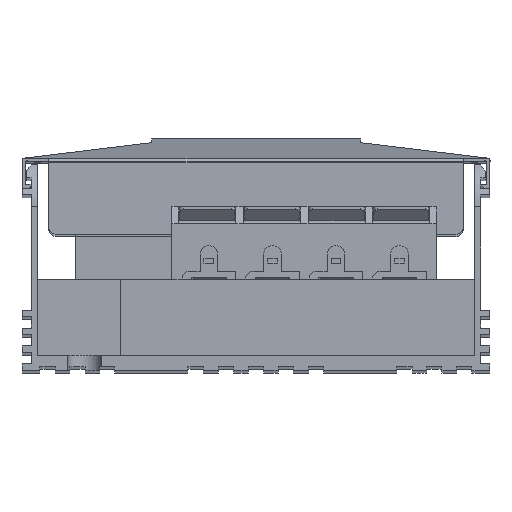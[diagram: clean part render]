
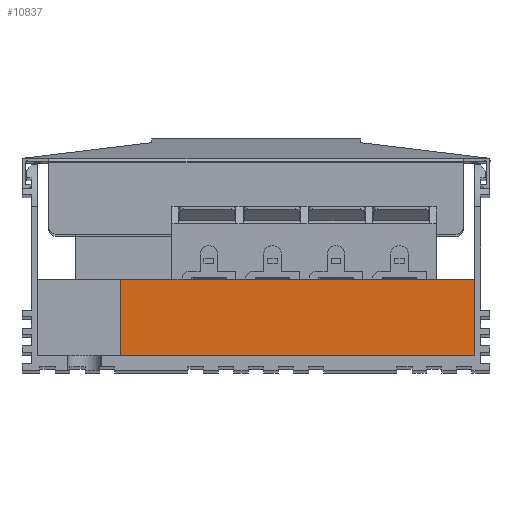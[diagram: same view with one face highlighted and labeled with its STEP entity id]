
A CAD part, top view. The second image highlights one B-rep face of the part: STEP entity #10837.
In plain terms, the highlighted face is planar.
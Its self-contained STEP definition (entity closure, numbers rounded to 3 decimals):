
#740 = CARTESIAN_POINT ( 'NONE',  ( 39.217, -6.807, 10. ) ) ;
#1423 = LINE ( 'NONE', #15822, #4892 ) ;
#1796 = CARTESIAN_POINT ( 'NONE',  ( -7.283, -6.807, 10. ) ) ;
#2592 = CARTESIAN_POINT ( 'NONE',  ( -7.283, -6.807, 10. ) ) ;
#2635 = VECTOR ( 'NONE', #20879, 1000. ) ;
#2813 = AXIS2_PLACEMENT_3D ( 'NONE', #2592, #9761, #8025 ) ;
#2995 = CARTESIAN_POINT ( 'NONE',  ( -7.283, -6.807, 0. ) ) ;
#3066 = LINE ( 'NONE', #740, #19942 ) ;
#3218 = VERTEX_POINT ( 'NONE', #22719 ) ;
#3316 = EDGE_LOOP ( 'NONE', ( #3646, #17244, #17697, #13297 ) ) ;
#3646 = ORIENTED_EDGE ( 'NONE', *, *, #20178, .T. ) ;
#4504 = CARTESIAN_POINT ( 'NONE',  ( -7.283, -6.807, 10. ) ) ;
#4892 = VECTOR ( 'NONE', #19484, 1000. ) ;
#6005 = FACE_OUTER_BOUND ( 'NONE', #3316, .T. ) ;
#6694 = LINE ( 'NONE', #9989, #17962 ) ;
#7391 = EDGE_CURVE ( 'NONE', #3218, #18787, #3066, .T. ) ;
#7913 = PLANE ( 'NONE',  #2813 ) ;
#8025 = DIRECTION ( 'NONE',  ( 0., 0., 1. ) ) ;
#8245 = DIRECTION ( 'NONE',  ( 1., 0., 0. ) ) ;
#8323 = EDGE_CURVE ( 'NONE', #15006, #3218, #1423, .T. ) ;
#9761 = DIRECTION ( 'NONE',  ( 0., 1., 0. ) ) ;
#9989 = CARTESIAN_POINT ( 'NONE',  ( -7.283, -6.807, 0. ) ) ;
#10837 = ADVANCED_FACE ( 'NONE', ( #6005 ), #7913, .F. ) ;
#11542 = DIRECTION ( 'NONE',  ( 0., 0., -1. ) ) ;
#13297 = ORIENTED_EDGE ( 'NONE', *, *, #16942, .T. ) ;
#13656 = LINE ( 'NONE', #4504, #2635 ) ;
#14951 = VERTEX_POINT ( 'NONE', #2995 ) ;
#15006 = VERTEX_POINT ( 'NONE', #1796 ) ;
#15822 = CARTESIAN_POINT ( 'NONE',  ( -7.283, -6.807, 10. ) ) ;
#16365 = CARTESIAN_POINT ( 'NONE',  ( 39.217, -6.807, 0. ) ) ;
#16942 = EDGE_CURVE ( 'NONE', #15006, #14951, #13656, .T. ) ;
#17244 = ORIENTED_EDGE ( 'NONE', *, *, #7391, .F. ) ;
#17697 = ORIENTED_EDGE ( 'NONE', *, *, #8323, .F. ) ;
#17962 = VECTOR ( 'NONE', #8245, 1000. ) ;
#18787 = VERTEX_POINT ( 'NONE', #16365 ) ;
#19484 = DIRECTION ( 'NONE',  ( 1., 0., 0. ) ) ;
#19942 = VECTOR ( 'NONE', #11542, 1000. ) ;
#20178 = EDGE_CURVE ( 'NONE', #14951, #18787, #6694, .T. ) ;
#20879 = DIRECTION ( 'NONE',  ( 0., 0., -1. ) ) ;
#22719 = CARTESIAN_POINT ( 'NONE',  ( 39.217, -6.807, 10. ) ) ;
